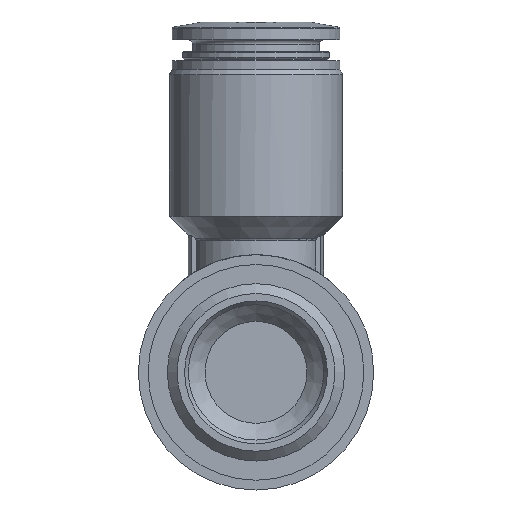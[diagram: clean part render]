
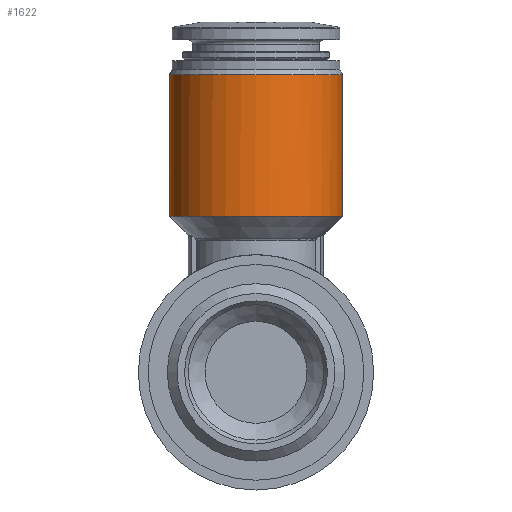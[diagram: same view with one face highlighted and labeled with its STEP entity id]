
A CAD part, front view. The second image highlights one B-rep face of the part: STEP entity #1622.
In plain terms, the highlighted cylindrical face has radius 10.25 mm (diameter 20.5 mm), a full revolution.
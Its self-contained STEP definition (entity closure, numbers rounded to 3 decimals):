
#388=ORIENTED_EDGE('',*,*,#463,.F.);
#389=ORIENTED_EDGE('',*,*,#559,.T.);
#463=EDGE_CURVE('',#595,#595,#687,.T.);
#559=EDGE_CURVE('',#665,#665,#739,.T.);
#595=VERTEX_POINT('',#2226);
#665=VERTEX_POINT('',#2515);
#687=CIRCLE('',#1662,10.25);
#739=CIRCLE('',#1769,10.25);
#842=EDGE_LOOP('',(#388));
#843=EDGE_LOOP('',(#389));
#964=FACE_BOUND('',#842,.T.);
#965=FACE_BOUND('',#843,.T.);
#1007=CYLINDRICAL_SURFACE('',#1770,10.25);
#1622=ADVANCED_FACE('',(#964,#965),#1007,.T.);
#1662=AXIS2_PLACEMENT_3D('',#2225,#1836,#1837);
#1769=AXIS2_PLACEMENT_3D('',#2514,#2076,#2077);
#1770=AXIS2_PLACEMENT_3D('',#2516,#2078,#2079);
#1836=DIRECTION('',(0.,0.,-1.));
#1837=DIRECTION('',(-1.,0.,0.));
#2076=DIRECTION('',(0.,0.,-1.));
#2077=DIRECTION('',(-1.,0.,0.));
#2078=DIRECTION('',(0.,0.,-1.));
#2079=DIRECTION('',(-1.,0.,0.));
#2225=CARTESIAN_POINT('',(0.,22.35,18.45));
#2226=CARTESIAN_POINT('',(-10.25,22.35,18.45));
#2514=CARTESIAN_POINT('',(0.,22.35,35.194));
#2515=CARTESIAN_POINT('',(-10.25,22.35,35.194));
#2516=CARTESIAN_POINT('',(0.,22.35,0.));
